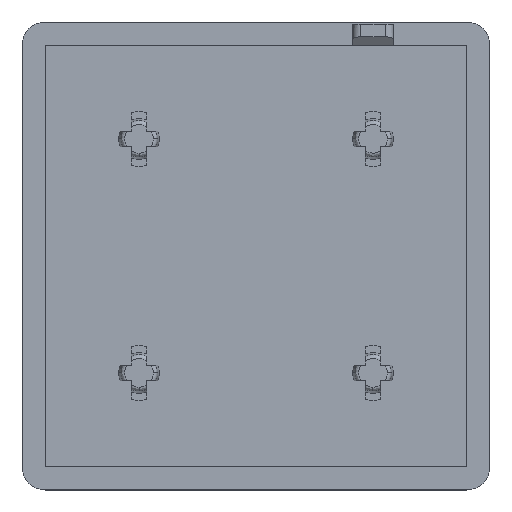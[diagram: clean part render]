
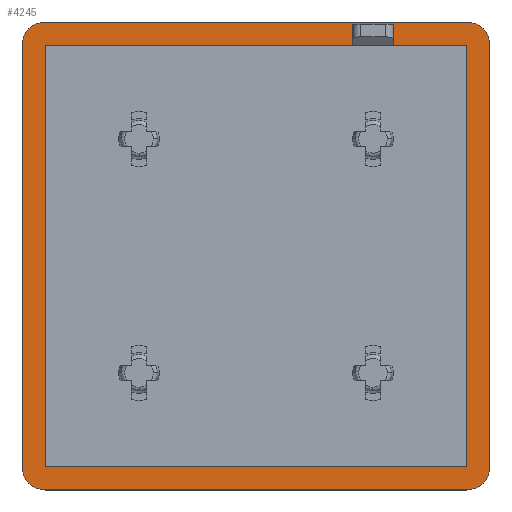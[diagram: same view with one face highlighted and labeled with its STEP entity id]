
A CAD part, top view. The second image highlights one B-rep face of the part: STEP entity #4245.
In plain terms, the highlighted planar face has unit normal (0, 0, 1).
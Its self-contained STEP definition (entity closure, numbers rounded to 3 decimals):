
#46 = DIRECTION ( 'NONE',  ( 0., 1., 0. ) ) ;
#49 = EDGE_CURVE ( 'NONE', #1724, #2399, #1614, .T. ) ;
#68 = EDGE_CURVE ( 'NONE', #1501, #4260, #5098, .T. ) ;
#70 = DIRECTION ( 'NONE',  ( 1., 0., 0. ) ) ;
#155 = VECTOR ( 'NONE', #2011, 1000. ) ;
#238 = DIRECTION ( 'NONE',  ( -1., 0., 0. ) ) ;
#268 = LINE ( 'NONE', #4666, #712 ) ;
#286 = FACE_OUTER_BOUND ( 'NONE', #1943, .T. ) ;
#303 = VERTEX_POINT ( 'NONE', #4821 ) ;
#418 = VECTOR ( 'NONE', #722, 1000. ) ;
#579 = VECTOR ( 'NONE', #832, 1000. ) ;
#688 = DIRECTION ( 'NONE',  ( -1., 0., 0. ) ) ;
#712 = VECTOR ( 'NONE', #2660, 1000. ) ;
#722 = DIRECTION ( 'NONE',  ( 0., -1., 0. ) ) ;
#741 = DIRECTION ( 'NONE',  ( 0., 0., 1. ) ) ;
#776 = VERTEX_POINT ( 'NONE', #1715 ) ;
#832 = DIRECTION ( 'NONE',  ( -1., 0., 0. ) ) ;
#901 = LINE ( 'NONE', #2079, #1586 ) ;
#915 = LINE ( 'NONE', #2523, #155 ) ;
#970 = CARTESIAN_POINT ( 'NONE',  ( -27., 27., 3. ) ) ;
#1016 = ORIENTED_EDGE ( 'NONE', *, *, #2077, .T. ) ;
#1022 = DIRECTION ( 'NONE',  ( 0., 0., 1. ) ) ;
#1038 = EDGE_CURVE ( 'NONE', #1737, #2997, #2570, .T. ) ;
#1085 = CIRCLE ( 'NONE', #3026, 3. ) ;
#1104 = CARTESIAN_POINT ( 'NONE',  ( 27., -27., 3. ) ) ;
#1136 = VECTOR ( 'NONE', #70, 1000. ) ;
#1166 = AXIS2_PLACEMENT_3D ( 'NONE', #4955, #2129, #3791 ) ;
#1172 = DIRECTION ( 'NONE',  ( 1., 0., 0. ) ) ;
#1214 = ORIENTED_EDGE ( 'NONE', *, *, #2433, .T. ) ;
#1241 = CARTESIAN_POINT ( 'NONE',  ( 30., 27., 3. ) ) ;
#1251 = DIRECTION ( 'NONE',  ( -1., 0., 0. ) ) ;
#1306 = EDGE_CURVE ( 'NONE', #2399, #2928, #268, .T. ) ;
#1384 = LINE ( 'NONE', #3870, #4691 ) ;
#1459 = DIRECTION ( 'NONE',  ( 0., -1., 0. ) ) ;
#1464 = CARTESIAN_POINT ( 'NONE',  ( 30., 30., 3. ) ) ;
#1501 = VERTEX_POINT ( 'NONE', #4970 ) ;
#1554 = LINE ( 'NONE', #3171, #418 ) ;
#1586 = VECTOR ( 'NONE', #2559, 1000. ) ;
#1592 = PLANE ( 'NONE',  #4718 ) ;
#1614 = LINE ( 'NONE', #3261, #1136 ) ;
#1646 = LINE ( 'NONE', #4484, #3199 ) ;
#1659 = ORIENTED_EDGE ( 'NONE', *, *, #1677, .T. ) ;
#1677 = EDGE_CURVE ( 'NONE', #4615, #303, #1384, .T. ) ;
#1700 = CARTESIAN_POINT ( 'NONE',  ( -27., -27., 3. ) ) ;
#1712 = ORIENTED_EDGE ( 'NONE', *, *, #3814, .T. ) ;
#1715 = CARTESIAN_POINT ( 'NONE',  ( -27., 30., 3. ) ) ;
#1724 = VERTEX_POINT ( 'NONE', #3047 ) ;
#1737 = VERTEX_POINT ( 'NONE', #5002 ) ;
#1768 = EDGE_CURVE ( 'NONE', #3907, #1501, #3898, .T. ) ;
#1776 = EDGE_CURVE ( 'NONE', #4260, #1737, #1779, .T. ) ;
#1779 = LINE ( 'NONE', #4637, #4614 ) ;
#1804 = ORIENTED_EDGE ( 'NONE', *, *, #4775, .T. ) ;
#1943 = EDGE_LOOP ( 'NONE', ( #3980, #3041, #3697, #4454, #3799, #1712, #2296, #5128 ) ) ;
#1954 = LINE ( 'NONE', #5177, #2517 ) ;
#1960 = CARTESIAN_POINT ( 'NONE',  ( -27., -30., 3. ) ) ;
#2011 = DIRECTION ( 'NONE',  ( 0., 1., 0. ) ) ;
#2077 = EDGE_CURVE ( 'NONE', #4893, #4615, #915, .T. ) ;
#2079 = CARTESIAN_POINT ( 'NONE',  ( -30., 29.7, 3. ) ) ;
#2129 = DIRECTION ( 'NONE',  ( 0., 0., 1. ) ) ;
#2273 = ORIENTED_EDGE ( 'NONE', *, *, #49, .T. ) ;
#2289 = EDGE_CURVE ( 'NONE', #4022, #776, #1954, .T. ) ;
#2296 = ORIENTED_EDGE ( 'NONE', *, *, #2289, .T. ) ;
#2297 = EDGE_CURVE ( 'NONE', #4376, #1724, #1554, .T. ) ;
#2314 = AXIS2_PLACEMENT_3D ( 'NONE', #1104, #741, #688 ) ;
#2334 = VECTOR ( 'NONE', #1459, 1000. ) ;
#2399 = VERTEX_POINT ( 'NONE', #2914 ) ;
#2433 = EDGE_CURVE ( 'NONE', #2928, #4893, #2438, .T. ) ;
#2438 = LINE ( 'NONE', #4451, #579 ) ;
#2517 = VECTOR ( 'NONE', #4678, 1000. ) ;
#2523 = CARTESIAN_POINT ( 'NONE',  ( -27., -30., 3. ) ) ;
#2525 = CIRCLE ( 'NONE', #1166, 3. ) ;
#2536 = CARTESIAN_POINT ( 'NONE',  ( 27., 30., 3. ) ) ;
#2559 = DIRECTION ( 'NONE',  ( 1., 0., 0. ) ) ;
#2570 = CIRCLE ( 'NONE', #2314, 3. ) ;
#2579 = AXIS2_PLACEMENT_3D ( 'NONE', #4870, #4950, #1251 ) ;
#2660 = DIRECTION ( 'NONE',  ( 0., -1., 0. ) ) ;
#2668 = EDGE_LOOP ( 'NONE', ( #3033, #4340, #2273, #4345, #1214, #1016, #1659, #1804 ) ) ;
#2682 = LINE ( 'NONE', #1464, #3702 ) ;
#2703 = DIRECTION ( 'NONE',  ( 1., 0., 0. ) ) ;
#2704 = DIRECTION ( 'NONE',  ( 0., 0., 1. ) ) ;
#2801 = VERTEX_POINT ( 'NONE', #1241 ) ;
#2914 = CARTESIAN_POINT ( 'NONE',  ( 27., 27., 3. ) ) ;
#2921 = EDGE_CURVE ( 'NONE', #2997, #2801, #2682, .T. ) ;
#2928 = VERTEX_POINT ( 'NONE', #4941 ) ;
#2933 = CARTESIAN_POINT ( 'NONE',  ( 30., -27., 3. ) ) ;
#2960 = DIRECTION ( 'NONE',  ( 0., 1., 0. ) ) ;
#2997 = VERTEX_POINT ( 'NONE', #2933 ) ;
#3026 = AXIS2_PLACEMENT_3D ( 'NONE', #5061, #1022, #238 ) ;
#3029 = CARTESIAN_POINT ( 'NONE',  ( 17.6, 29.7, 3. ) ) ;
#3033 = ORIENTED_EDGE ( 'NONE', *, *, #4011, .T. ) ;
#3041 = ORIENTED_EDGE ( 'NONE', *, *, #68, .T. ) ;
#3047 = CARTESIAN_POINT ( 'NONE',  ( 17.6, 27., 3. ) ) ;
#3054 = CARTESIAN_POINT ( 'NONE',  ( 12.4, 29.7, 3. ) ) ;
#3099 = CARTESIAN_POINT ( 'NONE',  ( -30., 30., 3. ) ) ;
#3171 = CARTESIAN_POINT ( 'NONE',  ( 17.6, -30., 3. ) ) ;
#3178 = FACE_BOUND ( 'NONE', #2668, .T. ) ;
#3199 = VECTOR ( 'NONE', #46, 1000. ) ;
#3261 = CARTESIAN_POINT ( 'NONE',  ( -30., 27., 3. ) ) ;
#3392 = DIRECTION ( 'NONE',  ( 1., 0., 0. ) ) ;
#3556 = CARTESIAN_POINT ( 'NONE',  ( -30., -30., 3. ) ) ;
#3697 = ORIENTED_EDGE ( 'NONE', *, *, #1776, .T. ) ;
#3702 = VECTOR ( 'NONE', #2960, 1000. ) ;
#3791 = DIRECTION ( 'NONE',  ( -1., 0., 0. ) ) ;
#3799 = ORIENTED_EDGE ( 'NONE', *, *, #2921, .T. ) ;
#3814 = EDGE_CURVE ( 'NONE', #2801, #4022, #1085, .T. ) ;
#3821 = VERTEX_POINT ( 'NONE', #3054 ) ;
#3870 = CARTESIAN_POINT ( 'NONE',  ( -30., 27., 3. ) ) ;
#3898 = LINE ( 'NONE', #3099, #2334 ) ;
#3907 = VERTEX_POINT ( 'NONE', #3934 ) ;
#3934 = CARTESIAN_POINT ( 'NONE',  ( -30., 27., 3. ) ) ;
#3980 = ORIENTED_EDGE ( 'NONE', *, *, #1768, .T. ) ;
#4011 = EDGE_CURVE ( 'NONE', #3821, #4376, #901, .T. ) ;
#4022 = VERTEX_POINT ( 'NONE', #2536 ) ;
#4245 = ADVANCED_FACE ( 'NONE', ( #3178, #286 ), #1592, .T. ) ;
#4260 = VERTEX_POINT ( 'NONE', #1960 ) ;
#4340 = ORIENTED_EDGE ( 'NONE', *, *, #2297, .T. ) ;
#4345 = ORIENTED_EDGE ( 'NONE', *, *, #1306, .T. ) ;
#4376 = VERTEX_POINT ( 'NONE', #3029 ) ;
#4451 = CARTESIAN_POINT ( 'NONE',  ( -30., -27., 3. ) ) ;
#4454 = ORIENTED_EDGE ( 'NONE', *, *, #1038, .T. ) ;
#4484 = CARTESIAN_POINT ( 'NONE',  ( 12.4, -30., 3. ) ) ;
#4614 = VECTOR ( 'NONE', #2703, 1000. ) ;
#4615 = VERTEX_POINT ( 'NONE', #970 ) ;
#4637 = CARTESIAN_POINT ( 'NONE',  ( 30., -30., 3. ) ) ;
#4666 = CARTESIAN_POINT ( 'NONE',  ( 27., -30., 3. ) ) ;
#4678 = DIRECTION ( 'NONE',  ( -1., 0., 0. ) ) ;
#4691 = VECTOR ( 'NONE', #3392, 1000. ) ;
#4718 = AXIS2_PLACEMENT_3D ( 'NONE', #3556, #2704, #1172 ) ;
#4775 = EDGE_CURVE ( 'NONE', #303, #3821, #1646, .T. ) ;
#4821 = CARTESIAN_POINT ( 'NONE',  ( 12.4, 27., 3. ) ) ;
#4870 = CARTESIAN_POINT ( 'NONE',  ( -27., -27., 3. ) ) ;
#4893 = VERTEX_POINT ( 'NONE', #1700 ) ;
#4941 = CARTESIAN_POINT ( 'NONE',  ( 27., -27., 3. ) ) ;
#4946 = EDGE_CURVE ( 'NONE', #776, #3907, #2525, .T. ) ;
#4950 = DIRECTION ( 'NONE',  ( 0., 0., 1. ) ) ;
#4955 = CARTESIAN_POINT ( 'NONE',  ( -27., 27., 3. ) ) ;
#4970 = CARTESIAN_POINT ( 'NONE',  ( -30., -27., 3. ) ) ;
#5002 = CARTESIAN_POINT ( 'NONE',  ( 27., -30., 3. ) ) ;
#5061 = CARTESIAN_POINT ( 'NONE',  ( 27., 27., 3. ) ) ;
#5098 = CIRCLE ( 'NONE', #2579, 3. ) ;
#5128 = ORIENTED_EDGE ( 'NONE', *, *, #4946, .T. ) ;
#5177 = CARTESIAN_POINT ( 'NONE',  ( 30., 30., 3. ) ) ;
